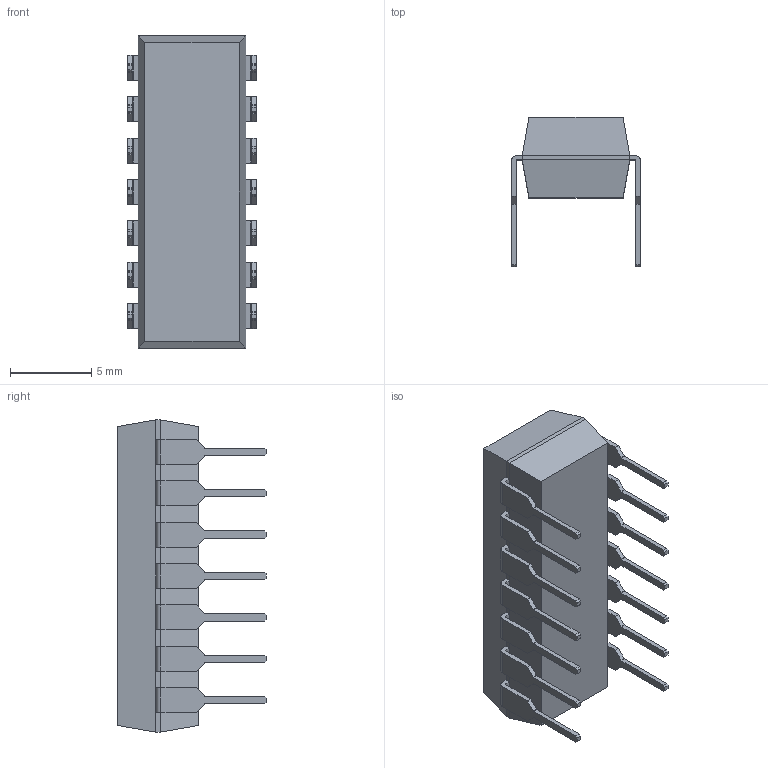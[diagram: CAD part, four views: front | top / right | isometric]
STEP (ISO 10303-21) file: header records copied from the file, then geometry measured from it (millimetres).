
FILE_DESCRIPTION (( 'STEP AP214' ), '1' );
FILE_NAME ('646-06.STEP', '2024-05-12T14:50:29', ( 'LENOVO' ), ( '' ), 'SwSTEP 2.0', 'SolidWorks 2021', '' );
FILE_SCHEMA (( 'AUTOMOTIVE_DESIGN' ));
Length unit declared in the file: millimetre
Products named in the file (1): 646-06
Bounding box: 7.9 x 9.14 x 19.18 mm (x, y, z)
Volume: 602.3 mm3; surface area: 712.5 mm2
Topology: 16 solids, 16 shells, 276 faces, 721 edges, 478 vertices
Faces by surface type: plane 242, cylinder 34
Entity records: 8518 total; most frequent: CARTESIAN_POINT 1482, ORIENTED_EDGE 1442, DIRECTION 1341, EDGE_CURVE 721, VECTOR 651, LINE 651, VERTEX_POINT 478, AXIS2_PLACEMENT_3D 345
